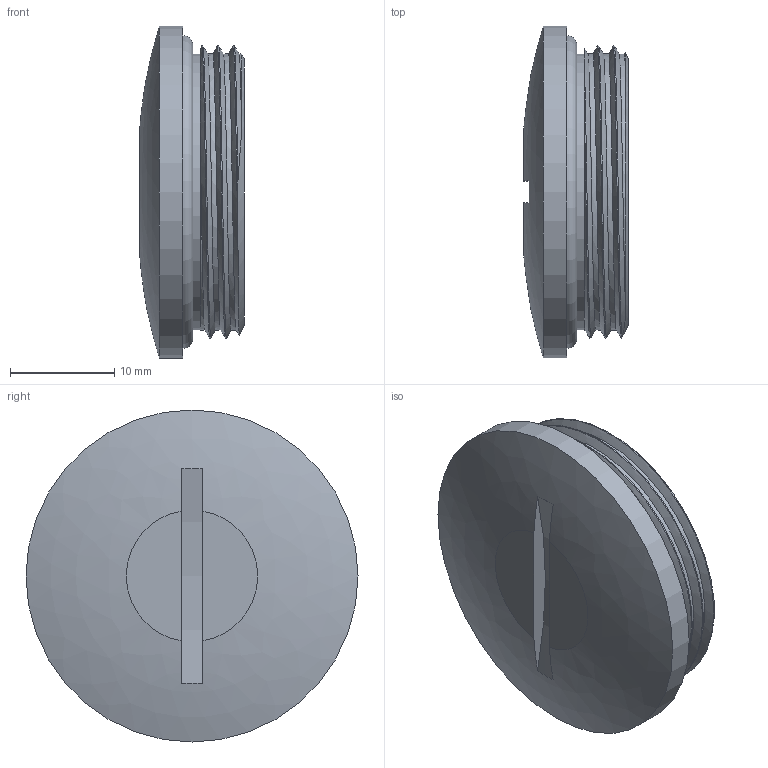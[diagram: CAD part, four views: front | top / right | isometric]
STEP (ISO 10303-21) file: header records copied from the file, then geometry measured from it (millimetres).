
FILE_DESCRIPTION(/* description */ ('Verschlussschraube PG21 mit O-Ring'),/* implementation_level */ '2;1');
FILE_NAME(/* name */ '69017421-RST.stp',/* time_stamp */ '2020-06-17T14:51:25+02:00',/* author */ ('sl'),/* organization */ (''),/* preprocessor_version */ 'ST-DEVELOPER v16.5',/* originating_system */ 'Autodesk Inventor 2017',/* authorisation */ '');
FILE_SCHEMA (('AUTOMOTIVE_DESIGN { 1 0 10303 214 3 1 1 }'));
Length unit declared in the file: millimetre
Products named in the file (3): 69017421; 69017421_1; 69017421_2
Assembly tree (2 placements, depth 2):
  69017421
    69017421_1
    69017421_2
Bounding box: 10 x 31.86 x 31.86 mm (x, y, z)
Volume: 3298.1 mm3; surface area: 3764.1 mm2
Topology: 2 solids, 2 shells, 22 faces, 52 edges, 36 vertices
Faces by surface type: plane 10, cylinder 6, bspline 3, cone 2, torus 1
Full cylindrical faces by diameter (mm): 23.15 x1, 26.43 x1, 31.86 x1
Entity records: 1281 total; most frequent: CARTESIAN_POINT 700, DIRECTION 115, ORIENTED_EDGE 92, AXIS2_PLACEMENT_3D 54, EDGE_CURVE 46, VERTEX_POINT 35, EDGE_LOOP 31, CIRCLE 26
